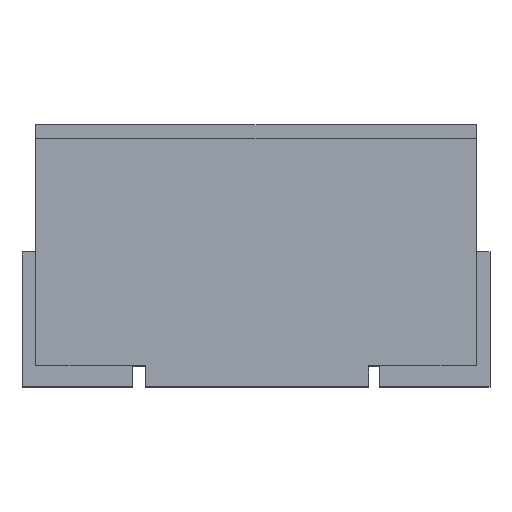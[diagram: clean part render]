
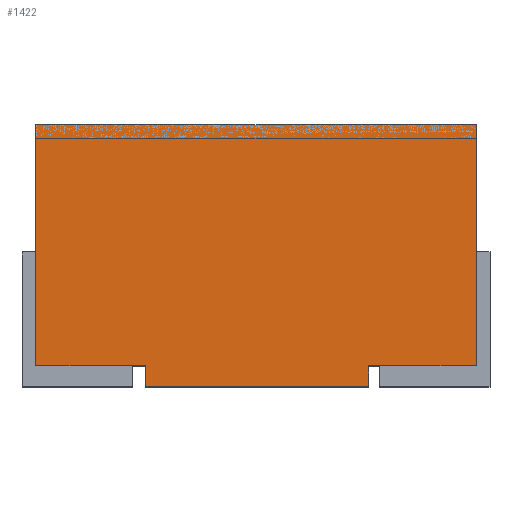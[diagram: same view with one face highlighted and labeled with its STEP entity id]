
A CAD part, top view. The second image highlights one B-rep face of the part: STEP entity #1422.
In plain terms, the highlighted planar face has unit normal (0, 0, 1).
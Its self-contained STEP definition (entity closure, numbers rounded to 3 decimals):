
#7 = CARTESIAN_POINT ( 'NONE',  ( 1.6, 1.75, 1.4 ) ) ;
#23 = LINE ( 'NONE', #1452, #1903 ) ;
#39 = CARTESIAN_POINT ( 'NONE',  ( -0.803, -0.15, 1.4 ) ) ;
#67 = CARTESIAN_POINT ( 'NONE',  ( 0.818, -0.15, 1.4 ) ) ;
#147 = VECTOR ( 'NONE', #350, 1000. ) ;
#191 = EDGE_CURVE ( 'NONE', #211, #1147, #628, .T. ) ;
#211 = VERTEX_POINT ( 'NONE', #611 ) ;
#250 = DIRECTION ( 'NONE',  ( 0., 0., -1. ) ) ;
#319 = CARTESIAN_POINT ( 'NONE',  ( -1.6, 0., 1.4 ) ) ;
#342 = LINE ( 'NONE', #1819, #2166 ) ;
#350 = DIRECTION ( 'NONE',  ( 1., 0., 0. ) ) ;
#372 = CARTESIAN_POINT ( 'NONE',  ( -1.6, 1.75, 1.4 ) ) ;
#380 = DIRECTION ( 'NONE',  ( 0., 1., 0. ) ) ;
#402 = LINE ( 'NONE', #372, #817 ) ;
#410 = DIRECTION ( 'NONE',  ( 0., 1., 0. ) ) ;
#431 = PLANE ( 'NONE',  #1727 ) ;
#450 = VECTOR ( 'NONE', #2333, 1000. ) ;
#483 = VERTEX_POINT ( 'NONE', #1514 ) ;
#493 = VERTEX_POINT ( 'NONE', #67 ) ;
#509 = ORIENTED_EDGE ( 'NONE', *, *, #2301, .F. ) ;
#525 = CARTESIAN_POINT ( 'NONE',  ( -1.6, 0., 1.4 ) ) ;
#589 = LINE ( 'NONE', #765, #1978 ) ;
#611 = CARTESIAN_POINT ( 'NONE',  ( -1.6, 0., 1.4 ) ) ;
#613 = EDGE_LOOP ( 'NONE', ( #1304, #509, #1659, #683, #757, #1066, #1158, #1856 ) ) ;
#626 = CARTESIAN_POINT ( 'NONE',  ( 0.818, 0., 1.4 ) ) ;
#628 = LINE ( 'NONE', #319, #1518 ) ;
#672 = EDGE_CURVE ( 'NONE', #493, #1314, #23, .T. ) ;
#683 = ORIENTED_EDGE ( 'NONE', *, *, #1381, .T. ) ;
#757 = ORIENTED_EDGE ( 'NONE', *, *, #2193, .T. ) ;
#765 = CARTESIAN_POINT ( 'NONE',  ( 0.818, -3.385, 1.4 ) ) ;
#766 = VECTOR ( 'NONE', #2328, 1000. ) ;
#817 = VECTOR ( 'NONE', #1247, 1000. ) ;
#845 = DIRECTION ( 'NONE',  ( 1., 0., 0. ) ) ;
#1066 = ORIENTED_EDGE ( 'NONE', *, *, #1280, .F. ) ;
#1095 = DIRECTION ( 'NONE',  ( -1., 0., 0. ) ) ;
#1147 = VERTEX_POINT ( 'NONE', #2027 ) ;
#1158 = ORIENTED_EDGE ( 'NONE', *, *, #2254, .F. ) ;
#1247 = DIRECTION ( 'NONE',  ( 1., 0., 0. ) ) ;
#1265 = LINE ( 'NONE', #525, #147 ) ;
#1280 = EDGE_CURVE ( 'NONE', #483, #2025, #1829, .T. ) ;
#1304 = ORIENTED_EDGE ( 'NONE', *, *, #191, .T. ) ;
#1314 = VERTEX_POINT ( 'NONE', #39 ) ;
#1318 = CARTESIAN_POINT ( 'NONE',  ( -1.6, 1.75, 1.4 ) ) ;
#1381 = EDGE_CURVE ( 'NONE', #493, #1730, #589, .T. ) ;
#1422 = ADVANCED_FACE ( 'NONE', ( #2239 ), #431, .F. ) ;
#1452 = CARTESIAN_POINT ( 'NONE',  ( -0.803, -0.15, 1.4 ) ) ;
#1506 = DIRECTION ( 'NONE',  ( -1., 0., 0. ) ) ;
#1514 = CARTESIAN_POINT ( 'NONE',  ( 1.6, 1.75, 1.4 ) ) ;
#1518 = VECTOR ( 'NONE', #845, 1000. ) ;
#1659 = ORIENTED_EDGE ( 'NONE', *, *, #672, .F. ) ;
#1727 = AXIS2_PLACEMENT_3D ( 'NONE', #1318, #250, #1506 ) ;
#1730 = VERTEX_POINT ( 'NONE', #626 ) ;
#1759 = CARTESIAN_POINT ( 'NONE',  ( -1.6, 1.75, 1.4 ) ) ;
#1819 = CARTESIAN_POINT ( 'NONE',  ( -0.803, -3.385, 1.4 ) ) ;
#1829 = LINE ( 'NONE', #7, #450 ) ;
#1851 = VERTEX_POINT ( 'NONE', #2057 ) ;
#1856 = ORIENTED_EDGE ( 'NONE', *, *, #2086, .T. ) ;
#1903 = VECTOR ( 'NONE', #1095, 1000. ) ;
#1915 = CARTESIAN_POINT ( 'NONE',  ( 1.6, 0., 1.4 ) ) ;
#1978 = VECTOR ( 'NONE', #410, 1000. ) ;
#2025 = VERTEX_POINT ( 'NONE', #1915 ) ;
#2027 = CARTESIAN_POINT ( 'NONE',  ( -0.803, 0., 1.4 ) ) ;
#2057 = CARTESIAN_POINT ( 'NONE',  ( -1.6, 1.75, 1.4 ) ) ;
#2086 = EDGE_CURVE ( 'NONE', #1851, #211, #2219, .T. ) ;
#2166 = VECTOR ( 'NONE', #380, 1000. ) ;
#2193 = EDGE_CURVE ( 'NONE', #1730, #2025, #1265, .T. ) ;
#2219 = LINE ( 'NONE', #1759, #766 ) ;
#2239 = FACE_OUTER_BOUND ( 'NONE', #613, .T. ) ;
#2254 = EDGE_CURVE ( 'NONE', #1851, #483, #402, .T. ) ;
#2301 = EDGE_CURVE ( 'NONE', #1314, #1147, #342, .T. ) ;
#2328 = DIRECTION ( 'NONE',  ( 0., -1., 0. ) ) ;
#2333 = DIRECTION ( 'NONE',  ( 0., -1., 0. ) ) ;
